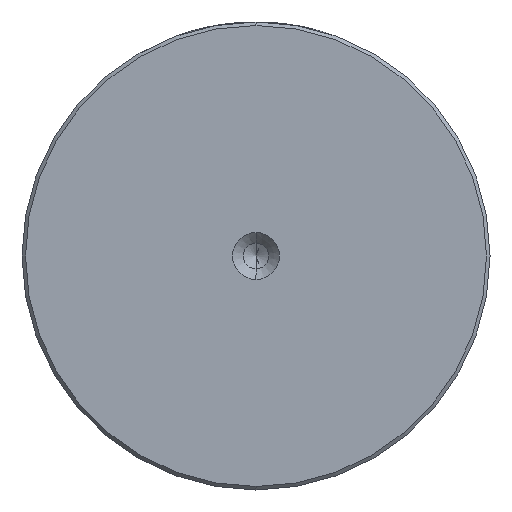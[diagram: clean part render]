
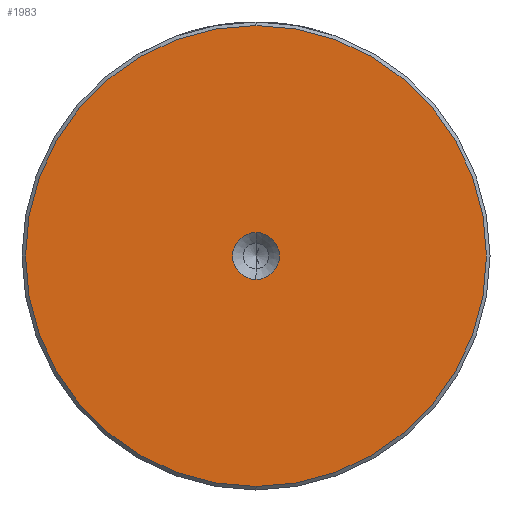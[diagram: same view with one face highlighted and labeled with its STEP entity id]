
A CAD part, left-side view. The second image highlights one B-rep face of the part: STEP entity #1983.
In plain terms, the highlighted planar face has unit normal (-1, 0, 0).
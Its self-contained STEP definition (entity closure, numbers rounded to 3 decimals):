
#60 = EDGE_CURVE ( 'NONE', #1409, #414, #3077, .T. ) ;
#183 = DIRECTION ( 'NONE',  ( -1., 0., 0. ) ) ;
#184 = DIRECTION ( 'NONE',  ( 0., 0., 1. ) ) ;
#262 = ORIENTED_EDGE ( 'NONE', *, *, #2407, .F. ) ;
#276 = AXIS2_PLACEMENT_3D ( 'NONE', #3319, #1756, #184 ) ;
#414 = VERTEX_POINT ( 'NONE', #1349 ) ;
#523 = CARTESIAN_POINT ( 'NONE',  ( 0., 0., 3.3 ) ) ;
#724 = FACE_BOUND ( 'NONE', #3076, .T. ) ;
#738 = CARTESIAN_POINT ( 'NONE',  ( 0., 0., -3.3 ) ) ;
#844 = AXIS2_PLACEMENT_3D ( 'NONE', #2274, #183, #967 ) ;
#967 = DIRECTION ( 'NONE',  ( 0., 0., 1. ) ) ;
#984 = VERTEX_POINT ( 'NONE', #523 ) ;
#1031 = ORIENTED_EDGE ( 'NONE', *, *, #60, .T. ) ;
#1110 = ORIENTED_EDGE ( 'NONE', *, *, #1175, .T. ) ;
#1175 = EDGE_CURVE ( 'NONE', #414, #1409, #3105, .T. ) ;
#1249 = CARTESIAN_POINT ( 'NONE',  ( 0., 0., 0. ) ) ;
#1304 = AXIS2_PLACEMENT_3D ( 'NONE', #1479, #3307, #1749 ) ;
#1323 = CIRCLE ( 'NONE', #276, 3.3 ) ;
#1349 = CARTESIAN_POINT ( 'NONE',  ( 0., 0., -32.5 ) ) ;
#1396 = CARTESIAN_POINT ( 'NONE',  ( 0., 0., 0. ) ) ;
#1409 = VERTEX_POINT ( 'NONE', #1755 ) ;
#1479 = CARTESIAN_POINT ( 'NONE',  ( 0., 0., 0. ) ) ;
#1510 = DIRECTION ( 'NONE',  ( 0., 0., 1. ) ) ;
#1659 = DIRECTION ( 'NONE',  ( 0., 0., 1. ) ) ;
#1749 = DIRECTION ( 'NONE',  ( 0., 0., 1. ) ) ;
#1755 = CARTESIAN_POINT ( 'NONE',  ( 0., 0., 32.5 ) ) ;
#1756 = DIRECTION ( 'NONE',  ( -1., 0., 0. ) ) ;
#1787 = ORIENTED_EDGE ( 'NONE', *, *, #3276, .F. ) ;
#1983 = ADVANCED_FACE ( 'NONE', ( #3340, #724 ), #2021, .T. ) ;
#2021 = PLANE ( 'NONE',  #844 ) ;
#2116 = AXIS2_PLACEMENT_3D ( 'NONE', #1396, #3220, #1659 ) ;
#2274 = CARTESIAN_POINT ( 'NONE',  ( 0., 0., 0. ) ) ;
#2296 = VERTEX_POINT ( 'NONE', #738 ) ;
#2407 = EDGE_CURVE ( 'NONE', #2296, #984, #1323, .T. ) ;
#2951 = CIRCLE ( 'NONE', #3317, 3.3 ) ;
#3075 = DIRECTION ( 'NONE',  ( -1., 0., 0. ) ) ;
#3076 = EDGE_LOOP ( 'NONE', ( #1787, #262 ) ) ;
#3077 = CIRCLE ( 'NONE', #1304, 32.5 ) ;
#3105 = CIRCLE ( 'NONE', #2116, 32.5 ) ;
#3220 = DIRECTION ( 'NONE',  ( -1., 0., 0. ) ) ;
#3276 = EDGE_CURVE ( 'NONE', #984, #2296, #2951, .T. ) ;
#3297 = EDGE_LOOP ( 'NONE', ( #1110, #1031 ) ) ;
#3307 = DIRECTION ( 'NONE',  ( -1., 0., 0. ) ) ;
#3317 = AXIS2_PLACEMENT_3D ( 'NONE', #1249, #3075, #1510 ) ;
#3319 = CARTESIAN_POINT ( 'NONE',  ( 0., 0., 0. ) ) ;
#3340 = FACE_OUTER_BOUND ( 'NONE', #3297, .T. ) ;
